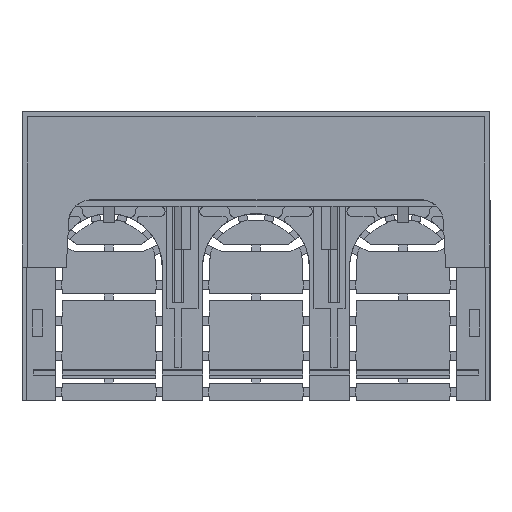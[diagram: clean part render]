
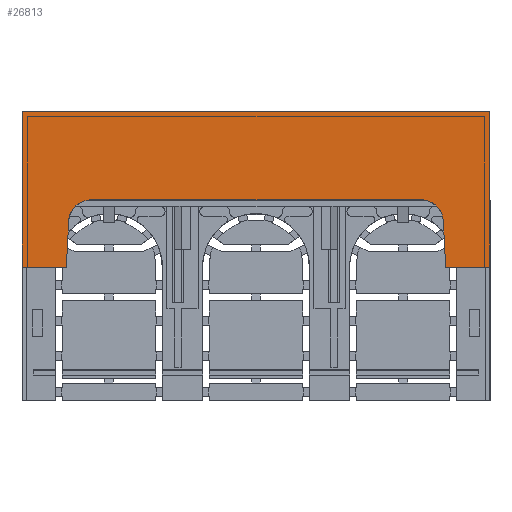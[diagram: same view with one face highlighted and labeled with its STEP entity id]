
A CAD part, front view. The second image highlights one B-rep face of the part: STEP entity #26813.
In plain terms, the highlighted planar face has unit normal (0, -1, 0).
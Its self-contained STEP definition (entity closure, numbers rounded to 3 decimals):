
#26770=AXIS2_PLACEMENT_3D('Plane Axis2P3D',#26767,#26768,#26769) ;
#26779=AXIS2_PLACEMENT_3D('Circle Axis2P3D',#26777,#26778,$) ;
#26793=AXIS2_PLACEMENT_3D('Circle Axis2P3D',#26791,#26792,$) ;
#25548=CARTESIAN_POINT('Line Origine',(-47.532,-36.5,-15.)) ;
#25552=CARTESIAN_POINT('Vertex',(-52.5,-36.5,-15.)) ;
#25554=CARTESIAN_POINT('Vertex',(-42.564,-36.5,-15.)) ;
#25810=CARTESIAN_POINT('Line Origine',(-42.292,-36.5,-9.819)) ;
#25814=CARTESIAN_POINT('Vertex',(-42.021,-36.5,-4.638)) ;
#26465=CARTESIAN_POINT('Vertex',(42.564,-36.5,-15.)) ;
#26486=CARTESIAN_POINT('Vertex',(52.5,-36.5,-15.)) ;
#26489=CARTESIAN_POINT('Line Origine',(47.532,-36.5,-15.)) ;
#26628=CARTESIAN_POINT('Vertex',(42.021,-36.5,-4.638)) ;
#26636=CARTESIAN_POINT('Line Origine',(42.292,-36.5,-9.819)) ;
#26701=CARTESIAN_POINT('Line Origine',(0.,-36.5,20.)) ;
#26705=CARTESIAN_POINT('Vertex',(52.5,-36.5,20.)) ;
#26707=CARTESIAN_POINT('Vertex',(-52.5,-36.5,20.)) ;
#26767=CARTESIAN_POINT('Axis2P3D Location',(0.,-36.5,-15.)) ;
#26772=CARTESIAN_POINT('Line Origine',(-52.5,-36.5,2.5)) ;
#26777=CARTESIAN_POINT('Axis2P3D Location',(-37.028,-36.5,-4.9)) ;
#26781=CARTESIAN_POINT('Vertex',(-37.028,-36.5,0.1)) ;
#26784=CARTESIAN_POINT('Line Origine',(0.,-36.5,0.1)) ;
#26788=CARTESIAN_POINT('Vertex',(37.028,-36.5,0.1)) ;
#26791=CARTESIAN_POINT('Axis2P3D Location',(37.028,-36.5,-4.9)) ;
#26796=CARTESIAN_POINT('Line Origine',(52.5,-36.5,2.5)) ;
#25549=DIRECTION('Vector Direction',(1.,0.,0.)) ;
#25811=DIRECTION('Vector Direction',(0.052,0.,0.999)) ;
#26490=DIRECTION('Vector Direction',(1.,0.,0.)) ;
#26637=DIRECTION('Vector Direction',(-0.052,0.,0.999)) ;
#26702=DIRECTION('Vector Direction',(1.,0.,0.)) ;
#26768=DIRECTION('Axis2P3D Direction',(0.,-1.,0.)) ;
#26769=DIRECTION('Axis2P3D XDirection',(0.,0.,1.)) ;
#26773=DIRECTION('Vector Direction',(0.,0.,1.)) ;
#26778=DIRECTION('Axis2P3D Direction',(0.,-1.,0.)) ;
#26785=DIRECTION('Vector Direction',(-1.,0.,0.)) ;
#26792=DIRECTION('Axis2P3D Direction',(0.,-1.,0.)) ;
#26797=DIRECTION('Vector Direction',(0.,0.,1.)) ;
#25550=VECTOR('Line Direction',#25549,1.) ;
#25812=VECTOR('Line Direction',#25811,1.) ;
#26491=VECTOR('Line Direction',#26490,1.) ;
#26638=VECTOR('Line Direction',#26637,1.) ;
#26703=VECTOR('Line Direction',#26702,1.) ;
#26774=VECTOR('Line Direction',#26773,1.) ;
#26786=VECTOR('Line Direction',#26785,1.) ;
#26798=VECTOR('Line Direction',#26797,1.) ;
#26802=ORIENTED_EDGE('',*,*,#26709,.T.) ;
#26803=ORIENTED_EDGE('',*,*,#26776,.F.) ;
#26804=ORIENTED_EDGE('',*,*,#25556,.T.) ;
#26805=ORIENTED_EDGE('',*,*,#25816,.T.) ;
#26806=ORIENTED_EDGE('',*,*,#26783,.F.) ;
#26807=ORIENTED_EDGE('',*,*,#26790,.T.) ;
#26808=ORIENTED_EDGE('',*,*,#26795,.T.) ;
#26809=ORIENTED_EDGE('',*,*,#26640,.F.) ;
#26810=ORIENTED_EDGE('',*,*,#26493,.F.) ;
#26811=ORIENTED_EDGE('',*,*,#26800,.T.) ;
#26813=ADVANCED_FACE('Hauptkoerper nicht benutzen',(#26812),#26771,.T.) ;
#26780=CIRCLE('generated circle',#26779,5.) ;
#26794=CIRCLE('generated circle',#26793,5.) ;
#25556=EDGE_CURVE('',#25553,#25555,#25551,.T.) ;
#25816=EDGE_CURVE('',#25555,#25815,#25813,.T.) ;
#26493=EDGE_CURVE('',#26487,#26466,#26492,.F.) ;
#26640=EDGE_CURVE('',#26466,#26629,#26639,.T.) ;
#26709=EDGE_CURVE('',#26706,#26708,#26704,.F.) ;
#26776=EDGE_CURVE('',#25553,#26708,#26775,.T.) ;
#26783=EDGE_CURVE('',#26782,#25815,#26780,.T.) ;
#26790=EDGE_CURVE('',#26782,#26789,#26787,.F.) ;
#26795=EDGE_CURVE('',#26789,#26629,#26794,.F.) ;
#26800=EDGE_CURVE('',#26487,#26706,#26799,.T.) ;
#26801=EDGE_LOOP('',(#26802,#26803,#26804,#26805,#26806,#26807,#26808,#26809,#26810,#26811)) ;
#26812=FACE_OUTER_BOUND('',#26801,.T.) ;
#25551=LINE('Line',#25548,#25550) ;
#25813=LINE('Line',#25810,#25812) ;
#26492=LINE('Line',#26489,#26491) ;
#26639=LINE('Line',#26636,#26638) ;
#26704=LINE('Line',#26701,#26703) ;
#26775=LINE('Line',#26772,#26774) ;
#26787=LINE('Line',#26784,#26786) ;
#26799=LINE('Line',#26796,#26798) ;
#26771=PLANE('Plane',#26770) ;
#25553=VERTEX_POINT('',#25552) ;
#25555=VERTEX_POINT('',#25554) ;
#25815=VERTEX_POINT('',#25814) ;
#26466=VERTEX_POINT('',#26465) ;
#26487=VERTEX_POINT('',#26486) ;
#26629=VERTEX_POINT('',#26628) ;
#26706=VERTEX_POINT('',#26705) ;
#26708=VERTEX_POINT('',#26707) ;
#26782=VERTEX_POINT('',#26781) ;
#26789=VERTEX_POINT('',#26788) ;
